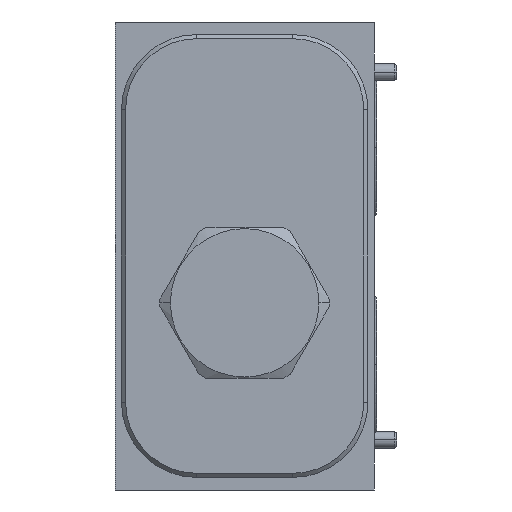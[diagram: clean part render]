
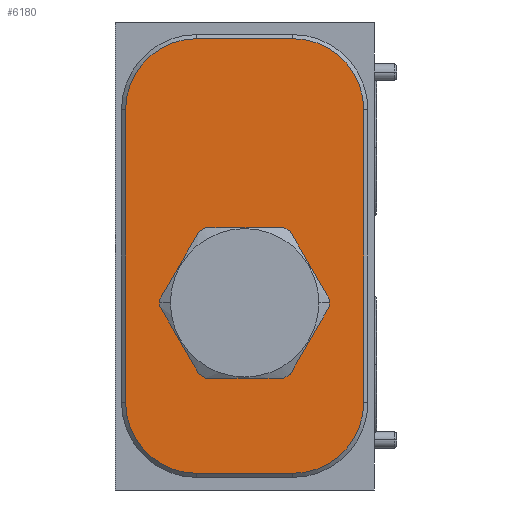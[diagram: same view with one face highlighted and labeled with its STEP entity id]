
A CAD part, left-side view. The second image highlights one B-rep face of the part: STEP entity #6180.
In plain terms, the highlighted planar face has unit normal (-1, 0, 0).
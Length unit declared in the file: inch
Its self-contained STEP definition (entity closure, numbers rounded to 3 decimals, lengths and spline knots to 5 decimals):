
#1631=CARTESIAN_POINT('',(0.,-1.329,0.656));
#1632=DIRECTION('',(1.,0.,0.));
#1633=DIRECTION('',(0.,-1.,0.));
#1634=AXIS2_PLACEMENT_3D('',#1631,#1632,#1633);
#1645=CARTESIAN_POINT('',(0.,-0.969,1.4));
#1646=DIRECTION('',(1.,0.,0.));
#1647=DIRECTION('',(0.,0.,-1.));
#1648=AXIS2_PLACEMENT_3D('',#1645,#1646,#1647);
#1650=CARTESIAN_POINT('',(0.,-0.969,1.4));
#1651=DIRECTION('',(1.,0.,0.));
#1652=DIRECTION('',(0.,0.,1.));
#1653=AXIS2_PLACEMENT_3D('',#1650,#1651,#1652);
#1655=DIRECTION('',(0.,1.,0.));
#1656=VECTOR('',#1655,0.719);
#1657=CARTESIAN_POINT('',(0.,-1.329,0.125));
#1658=LINE('',#1657,#1656);
#1675=CARTESIAN_POINT('',(0.,-0.61,0.656));
#1676=DIRECTION('',(1.,0.,0.));
#1677=DIRECTION('',(0.,0.,-1.));
#1678=AXIS2_PLACEMENT_3D('',#1675,#1676,#1677);
#1693=DIRECTION('',(0.,0.,1.));
#1694=VECTOR('',#1693,2.188);
#1695=CARTESIAN_POINT('',(0.,-0.079,0.656));
#1696=LINE('',#1695,#1694);
#1709=CARTESIAN_POINT('',(0.,-0.61,2.844));
#1710=DIRECTION('',(1.,0.,0.));
#1711=DIRECTION('',(0.,1.,0.));
#1712=AXIS2_PLACEMENT_3D('',#1709,#1710,#1711);
#1723=DIRECTION('',(0.,-1.,0.));
#1724=VECTOR('',#1723,0.719);
#1725=CARTESIAN_POINT('',(0.,-0.61,3.375));
#1726=LINE('',#1725,#1724);
#1743=CARTESIAN_POINT('',(0.,-1.329,2.844));
#1744=DIRECTION('',(1.,0.,0.));
#1745=DIRECTION('',(0.,0.,1.));
#1746=AXIS2_PLACEMENT_3D('',#1743,#1744,#1745);
#1757=DIRECTION('',(0.,0.,-1.));
#1758=VECTOR('',#1757,2.188);
#1759=CARTESIAN_POINT('',(0.,-1.86,2.844));
#1760=LINE('',#1759,#1758);
#4646=CARTESIAN_POINT('',(0.,-0.079,0.656));
#4647=CARTESIAN_POINT('',(0.,-0.079,2.844));
#4648=VERTEX_POINT('',#4646);
#4649=VERTEX_POINT('',#4647);
#4654=CARTESIAN_POINT('',(0.,-0.61,3.375));
#4655=VERTEX_POINT('',#4654);
#4658=CARTESIAN_POINT('',(0.,-1.329,3.375));
#4659=VERTEX_POINT('',#4658);
#4662=CARTESIAN_POINT('',(0.,-1.86,2.844));
#4663=VERTEX_POINT('',#4662);
#4666=CARTESIAN_POINT('',(0.,-1.86,0.656));
#4667=VERTEX_POINT('',#4666);
#4670=CARTESIAN_POINT('',(0.,-1.329,0.125));
#4671=VERTEX_POINT('',#4670);
#4674=CARTESIAN_POINT('',(0.,-0.61,0.125));
#4675=VERTEX_POINT('',#4674);
#4718=CARTESIAN_POINT('',(0.,-0.969,0.86));
#4719=CARTESIAN_POINT('',(0.,-0.969,1.94));
#4720=VERTEX_POINT('',#4718);
#4721=VERTEX_POINT('',#4719);
#6152=CARTESIAN_POINT('',(0.,0.,0.));
#6153=DIRECTION('',(-1.,0.,0.));
#6154=DIRECTION('',(0.,-1.,0.));
#6155=AXIS2_PLACEMENT_3D('',#6152,#6153,#6154);
#6156=PLANE('',#6155);
#6157=ORIENTED_EDGE('',*,*,#6142,.T.);
#6159=ORIENTED_EDGE('',*,*,#6158,.T.);
#6161=ORIENTED_EDGE('',*,*,#6160,.T.);
#6163=ORIENTED_EDGE('',*,*,#6162,.T.);
#6165=ORIENTED_EDGE('',*,*,#6164,.T.);
#6167=ORIENTED_EDGE('',*,*,#6166,.T.);
#6169=ORIENTED_EDGE('',*,*,#6168,.T.);
#6171=ORIENTED_EDGE('',*,*,#6170,.T.);
#6172=EDGE_LOOP('',(#6157,#6159,#6161,#6163,#6165,#6167,#6169,#6171));
#6173=FACE_OUTER_BOUND('',#6172,.F.);
#6175=ORIENTED_EDGE('',*,*,#6174,.F.);
#6177=ORIENTED_EDGE('',*,*,#6176,.F.);
#6178=EDGE_LOOP('',(#6175,#6177));
#6179=FACE_BOUND('',#6178,.F.);
#6180=ADVANCED_FACE('',(#6173,#6179),#6156,.T.);
#1635=CIRCLE('',#1634,0.531);
#1649=CIRCLE('',#1648,0.54);
#1654=CIRCLE('',#1653,0.54);
#1679=CIRCLE('',#1678,0.531);
#1713=CIRCLE('',#1712,0.531);
#1747=CIRCLE('',#1746,0.531);
#6142=EDGE_CURVE('',#4667,#4671,#1635,.T.);
#6158=EDGE_CURVE('',#4671,#4675,#1658,.T.);
#6160=EDGE_CURVE('',#4675,#4648,#1679,.T.);
#6162=EDGE_CURVE('',#4648,#4649,#1696,.T.);
#6164=EDGE_CURVE('',#4649,#4655,#1713,.T.);
#6166=EDGE_CURVE('',#4655,#4659,#1726,.T.);
#6168=EDGE_CURVE('',#4659,#4663,#1747,.T.);
#6170=EDGE_CURVE('',#4663,#4667,#1760,.T.);
#6174=EDGE_CURVE('',#4720,#4721,#1649,.T.);
#6176=EDGE_CURVE('',#4721,#4720,#1654,.T.);
